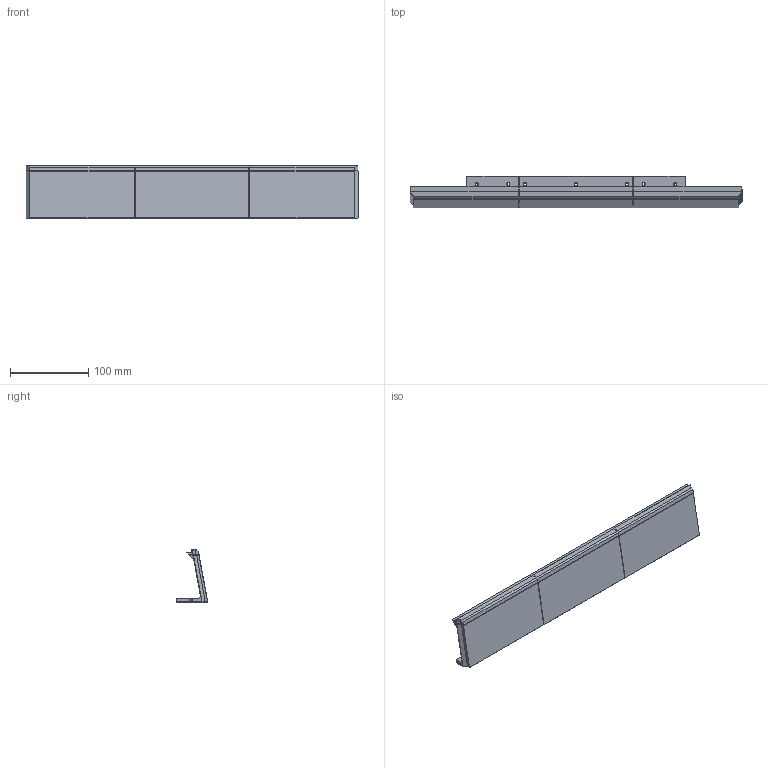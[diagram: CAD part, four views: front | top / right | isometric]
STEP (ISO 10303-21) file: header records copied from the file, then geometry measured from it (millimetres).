
FILE_DESCRIPTION(/* description */ (''),/* implementation_level */ '2;1');
FILE_NAME(/* name */ '300BlankSkirts.step',/* time_stamp */ '2021-08-19T07:49:56-04:00',/* author */ (''),/* organization */ (''),/* preprocessor_version */ 'ST-DEVELOPER v18.1',/* originating_system */ 'Autodesk Translation Framework v10.9.0.1377',/* authorisation */ '');
FILE_SCHEMA (('AUTOMOTIVE_DESIGN { 1 0 10303 214 3 1 1 }'));
Length unit declared in the file: millimetre
Products named in the file (10): 300BlankSkirts; 300SideSkirtBlank; SideSkirt; SideSkirtAccent; CenterSkirtBlank; CenterSkirt (1); CenterSkirtAccent (1); 300SideSkirtBlank(Mirror); SideSkirt (1); SideSkirtAccent (1)
Assembly tree (9 placements, depth 3):
  300BlankSkirts
    300SideSkirtBlank
      SideSkirt
      SideSkirtAccent
    CenterSkirtBlank
      CenterSkirt (1)
      CenterSkirtAccent (1)
    300SideSkirtBlank(Mirror)
      SideSkirt (1)
      SideSkirtAccent (1)
Bounding box: 423.19 x 40.11 x 67 mm (x, y, z)
Volume: 295038 mm3; surface area: 103116.5 mm2
Topology: 6 solids, 6 shells, 327 faces, 746 edges, 449 vertices
Faces by surface type: plane 255, cone 45, cylinder 27
Full cylindrical faces by diameter (mm): 3.4 x7, 4.5 x18
Entity records: 9221 total; most frequent: CARTESIAN_POINT 1541, DIRECTION 1537, ORIENTED_EDGE 1492, EDGE_CURVE 746, LINE 647, VECTOR 647, VERTEX_POINT 449, AXIS2_PLACEMENT_3D 445
